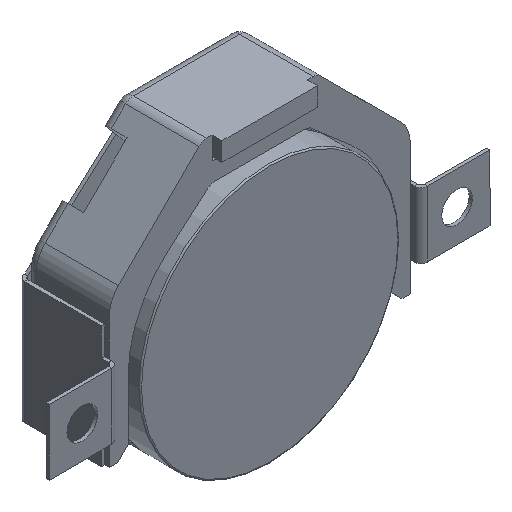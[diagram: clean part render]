
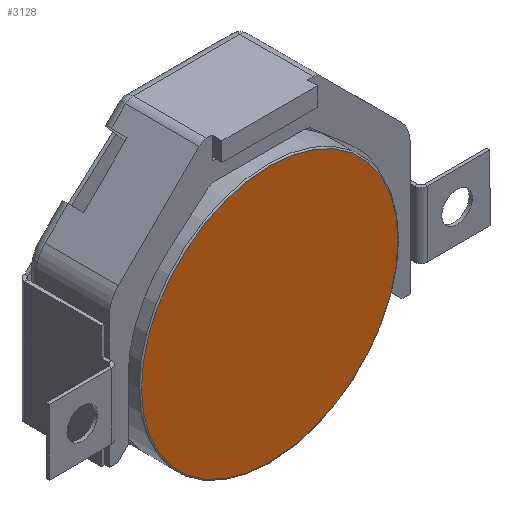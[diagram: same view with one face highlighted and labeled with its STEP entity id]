
A CAD part, isometric view. The second image highlights one B-rep face of the part: STEP entity #3128.
In plain terms, the highlighted face is planar.
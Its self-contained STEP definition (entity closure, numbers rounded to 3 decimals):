
#240=PLANE('',#3352);
#1094=FACE_OUTER_BOUND('',#1275,.T.);
#1275=EDGE_LOOP('',(#2259));
#1467=CIRCLE('',#3349,9.9);
#1556=VERTEX_POINT('',#4552);
#1818=EDGE_CURVE('',#1556,#1556,#1467,.T.);
#2259=ORIENTED_EDGE('',*,*,#1818,.F.);
#3128=ADVANCED_FACE('',(#1094),#240,.F.);
#3349=AXIS2_PLACEMENT_3D('',#4554,#3642,#3643);
#3352=AXIS2_PLACEMENT_3D('',#4559,#3649,#3650);
#3642=DIRECTION('center_axis',(0.,0.,1.));
#3643=DIRECTION('ref_axis',(1.,0.,0.));
#3649=DIRECTION('center_axis',(0.,0.,1.));
#3650=DIRECTION('ref_axis',(1.,0.,0.));
#4552=CARTESIAN_POINT('',(-9.9,0.,0.));
#4554=CARTESIAN_POINT('Origin',(0.,0.,0.));
#4559=CARTESIAN_POINT('Origin',(0.,0.,0.));
